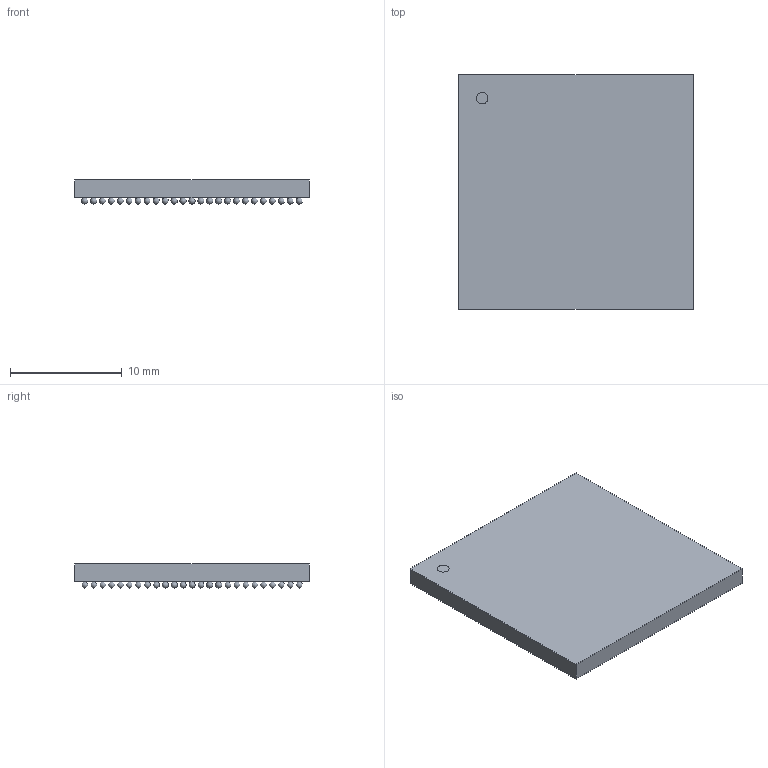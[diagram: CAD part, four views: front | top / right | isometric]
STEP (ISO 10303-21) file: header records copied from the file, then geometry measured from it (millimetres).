
FILE_DESCRIPTION(('STEP AP214'),'1');
FILE_NAME('FCPBGA624_21X21_LIDDED_NXP-M','2020-11-21T23:31:01',(''),(''),'','','');
FILE_SCHEMA(('AUTOMOTIVE_DESIGN'));
Length unit declared in the file: millimetre
Products named in the file (1): product
Bounding box: 21.01 x 21.01 x 2.16 mm (x, y, z)
Volume: 763.5 mm3; surface area: 1630.9 mm2
Topology: 626 solids, 626 shells, 633 faces, 1887 edges, 1258 vertices
Faces by surface type: sphere 624, plane 8, cylinder 1
Full cylindrical faces by diameter (mm): 1.05 x1
Entity records: 5872 total; most frequent: DIRECTION 1286, CARTESIAN_POINT 647, AXIS2_PLACEMENT_3D 637, STYLED_ITEM 633, ADVANCED_FACE 633, MANIFOLD_SOLID_BREP 626, CLOSED_SHELL 626, SPHERICAL_SURFACE 624
